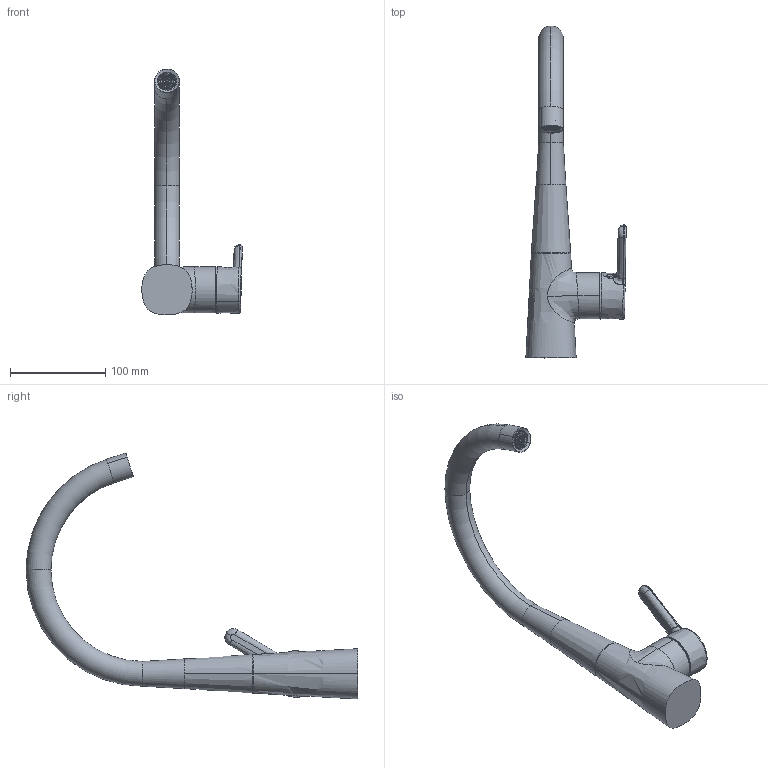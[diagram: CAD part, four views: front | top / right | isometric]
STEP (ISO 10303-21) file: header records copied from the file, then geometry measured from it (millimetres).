
FILE_DESCRIPTION (( 'STEP AP203' ), '1' );
FILE_NAME ('3030F(2017)+51012283.STEP', '2024-01-15T06:16:24', ( '' ), ( '' ), 'SwSTEP 2.0', 'SolidWorks 2016', '' );
FILE_SCHEMA (( 'CONFIG_CONTROL_DESIGN' ));
Length unit declared in the file: millimetre
Products named in the file (1): 3030F(2017)+51012283
Bounding box: 105.07 x 347.63 x 257.6 mm (x, y, z)
Volume: 590120.2 mm3; surface area: 73098.2 mm2
Topology: 1 solids, 2 shells, 499 faces, 1434 edges, 949 vertices
Faces by surface type: plane 310, cylinder 121, bspline 35, cone 16, torus 14, sphere 3
Entity records: 22958 total; most frequent: CARTESIAN_POINT 9712, ORIENTED_EDGE 2864, DIRECTION 2718, EDGE_CURVE 1432, VERTEX_POINT 948, AXIS2_PLACEMENT_3D 946, LINE 826, VECTOR 826
